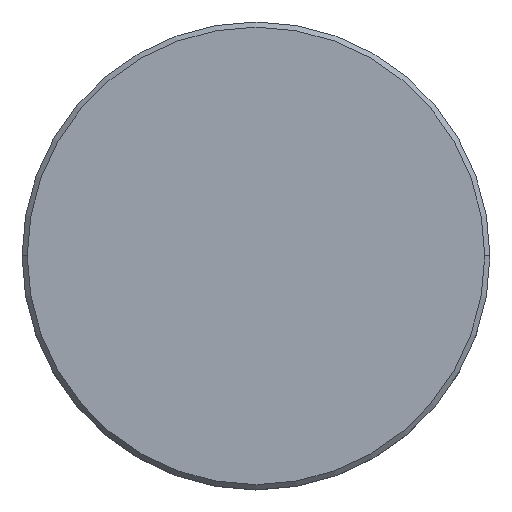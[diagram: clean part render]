
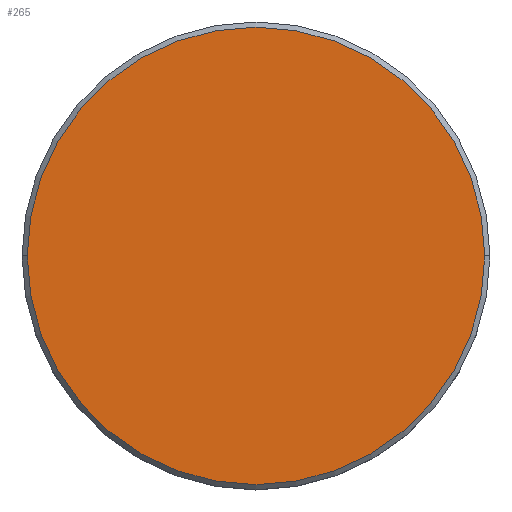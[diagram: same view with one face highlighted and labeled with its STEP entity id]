
A CAD part, top view. The second image highlights one B-rep face of the part: STEP entity #265.
In plain terms, the highlighted planar face has unit normal (0, 0, 1).
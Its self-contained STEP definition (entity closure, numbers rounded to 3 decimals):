
#5 = DIRECTION ( 'NONE',  ( 0., 0., 1. ) ) ;
#37 = CARTESIAN_POINT ( 'NONE',  ( 22., 0., 0. ) ) ;
#174 = AXIS2_PLACEMENT_3D ( 'NONE', #653, #208, #549 ) ;
#208 = DIRECTION ( 'NONE',  ( 0., 0., 1. ) ) ;
#265 = ADVANCED_FACE ( 'NONE', ( #1028 ), #330, .T. ) ;
#270 = AXIS2_PLACEMENT_3D ( 'NONE', #833, #5, #981 ) ;
#279 = VERTEX_POINT ( 'NONE', #37 ) ;
#303 = CARTESIAN_POINT ( 'NONE',  ( -22., 0., 0. ) ) ;
#330 = PLANE ( 'NONE',  #174 ) ;
#345 = EDGE_CURVE ( 'NONE', #279, #626, #513, .T. ) ;
#513 = CIRCLE ( 'NONE', #270, 22. ) ;
#533 = CIRCLE ( 'NONE', #636, 22. ) ;
#549 = DIRECTION ( 'NONE',  ( 1., 0., 0. ) ) ;
#626 = VERTEX_POINT ( 'NONE', #303 ) ;
#636 = AXIS2_PLACEMENT_3D ( 'NONE', #1022, #931, #640 ) ;
#640 = DIRECTION ( 'NONE',  ( 1., 0., 0. ) ) ;
#653 = CARTESIAN_POINT ( 'NONE',  ( 0., 0., 0. ) ) ;
#737 = EDGE_CURVE ( 'NONE', #626, #279, #533, .T. ) ;
#833 = CARTESIAN_POINT ( 'NONE',  ( 0., 0., 0. ) ) ;
#855 = ORIENTED_EDGE ( 'NONE', *, *, #345, .T. ) ;
#911 = ORIENTED_EDGE ( 'NONE', *, *, #737, .T. ) ;
#912 = EDGE_LOOP ( 'NONE', ( #911, #855 ) ) ;
#931 = DIRECTION ( 'NONE',  ( 0., 0., 1. ) ) ;
#981 = DIRECTION ( 'NONE',  ( 1., 0., 0. ) ) ;
#1022 = CARTESIAN_POINT ( 'NONE',  ( 0., 0., 0. ) ) ;
#1028 = FACE_OUTER_BOUND ( 'NONE', #912, .T. ) ;
